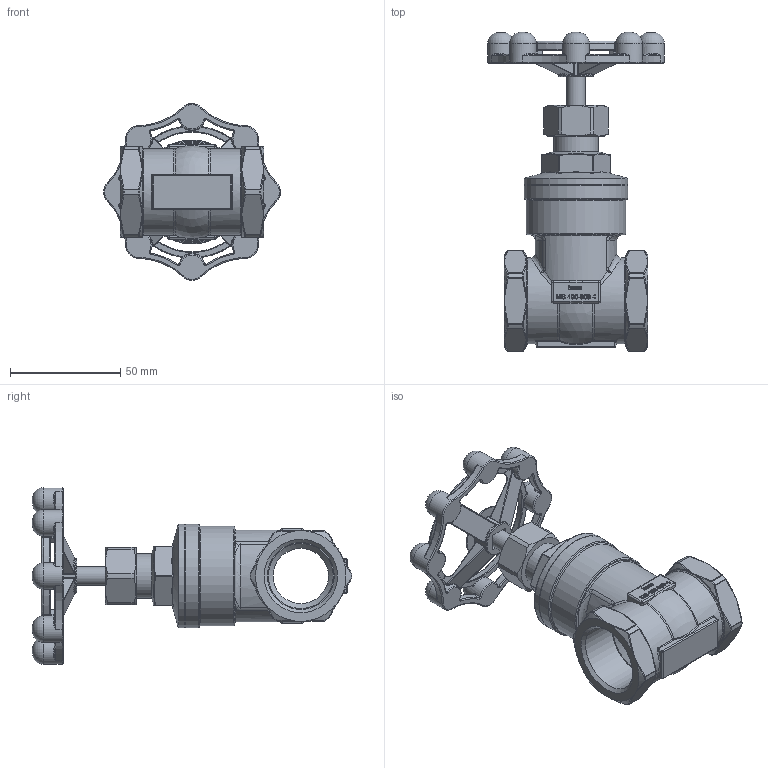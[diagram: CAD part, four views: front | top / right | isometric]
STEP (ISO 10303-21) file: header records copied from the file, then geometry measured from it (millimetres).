
FILE_DESCRIPTION (( 'STEP AP214' ), '1' );
FILE_NAME ('MS-100-000-4 Muffenschieber heco.STEP', '2013-12-18T13:56:15', ( 'test' ), ( '' ), 'SwSTEP 2.0', 'SolidWorks 2011', '' );
FILE_SCHEMA (( 'AUTOMOTIVE_DESIGN' ));
Length unit declared in the file: millimetre
Products named in the file (1): MS-100-000-4 Muffenschieber heco
Bounding box: 79.97 x 144.5 x 79.97 mm (x, y, z)
Volume: 143618.2 mm3; surface area: 38291.5 mm2
Topology: 2 solids, 6 shells, 1427 faces, 3508 edges, 2031 vertices
Faces by surface type: bspline 563, plane 339, cylinder 229, torus 182, sphere 76, cone 38
Full cylindrical faces by diameter (mm): 6 x1, 8.6 x1, 12 x8, 16 x1, 20 x1, 25 x2, 30.291 x2, 39 x2, 45 x1, 47 x2
Entity records: 77551 total; most frequent: CARTESIAN_POINT 32768, ORIENTED_EDGE 6646, DIRECTION 5073, EDGE_CURVE 3323, VERTEX_POINT 2000, AXIS2_PLACEMENT_3D 1995, EDGE_LOOP 1549, FACE_OUTER_BOUND 1466
